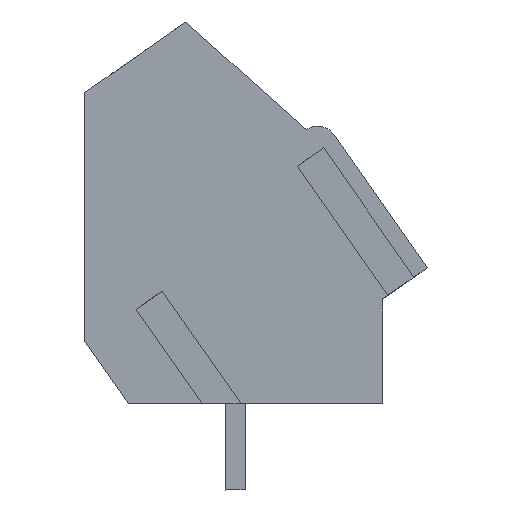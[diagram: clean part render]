
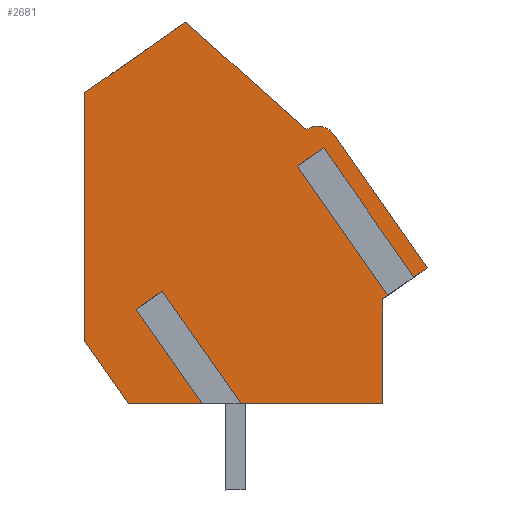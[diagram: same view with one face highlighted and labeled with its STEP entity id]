
A CAD part, left-side view. The second image highlights one B-rep face of the part: STEP entity #2681.
In plain terms, the highlighted planar face has unit normal (-1, 0, 0).
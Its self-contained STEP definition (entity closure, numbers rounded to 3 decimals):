
#2442=AXIS2_PLACEMENT_3D('Circle Axis2P3D',#2440,#2441,$) ;
#2617=AXIS2_PLACEMENT_3D('Plane Axis2P3D',#2614,#2615,#2616) ;
#1564=CARTESIAN_POINT('Vertex',(0.55,0.,9.018)) ;
#1567=CARTESIAN_POINT('Line Origine',(0.55,0.397,8.74)) ;
#1571=CARTESIAN_POINT('Vertex',(0.55,0.794,8.462)) ;
#1592=CARTESIAN_POINT('Vertex',(0.55,1.336,8.083)) ;
#1595=CARTESIAN_POINT('Line Origine',(0.55,1.568,7.92)) ;
#1599=CARTESIAN_POINT('Vertex',(0.55,1.8,7.758)) ;
#2045=CARTESIAN_POINT('Vertex',(0.55,1.8,3.5)) ;
#2048=CARTESIAN_POINT('Line Origine',(0.55,4.87,3.5)) ;
#2052=CARTESIAN_POINT('Vertex',(0.55,7.94,3.5)) ;
#2073=CARTESIAN_POINT('Vertex',(0.55,8.747,3.5)) ;
#2076=CARTESIAN_POINT('Line Origine',(0.55,10.438,3.5)) ;
#2080=CARTESIAN_POINT('Vertex',(0.55,12.128,3.5)) ;
#2236=CARTESIAN_POINT('Line Origine',(0.55,13.014,4.765)) ;
#2240=CARTESIAN_POINT('Vertex',(0.55,13.9,6.03)) ;
#2261=CARTESIAN_POINT('Line Origine',(0.55,13.9,11.081)) ;
#2265=CARTESIAN_POINT('Vertex',(0.55,13.9,16.132)) ;
#2354=CARTESIAN_POINT('Line Origine',(0.55,11.852,17.566)) ;
#2358=CARTESIAN_POINT('Vertex',(0.55,9.804,19.)) ;
#2415=CARTESIAN_POINT('Line Origine',(0.55,7.352,16.811)) ;
#2419=CARTESIAN_POINT('Vertex',(0.55,4.9,14.621)) ;
#2440=CARTESIAN_POINT('Axis2P3D Location',(0.55,4.441,13.966)) ;
#2444=CARTESIAN_POINT('Vertex',(0.55,3.786,14.425)) ;
#2465=CARTESIAN_POINT('Line Origine',(0.55,1.893,11.722)) ;
#2614=CARTESIAN_POINT('Axis2P3D Location',(0.55,13.9,0.)) ;
#2619=CARTESIAN_POINT('Line Origine',(0.55,1.8,5.629)) ;
#2624=CARTESIAN_POINT('Line Origine',(0.55,3.171,10.704)) ;
#2628=CARTESIAN_POINT('Vertex',(0.55,5.007,13.326)) ;
#2631=CARTESIAN_POINT('Line Origine',(0.55,4.736,13.515)) ;
#2635=CARTESIAN_POINT('Vertex',(0.55,4.465,13.705)) ;
#2638=CARTESIAN_POINT('Line Origine',(0.55,2.629,11.084)) ;
#2643=CARTESIAN_POINT('Line Origine',(0.55,10.154,5.508)) ;
#2647=CARTESIAN_POINT('Vertex',(0.55,11.56,7.516)) ;
#2650=CARTESIAN_POINT('Line Origine',(0.55,11.289,7.706)) ;
#2654=CARTESIAN_POINT('Vertex',(0.55,11.018,7.896)) ;
#2657=CARTESIAN_POINT('Line Origine',(0.55,9.479,5.698)) ;
#1568=DIRECTION('Vector Direction',(0.,0.819,-0.574)) ;
#1596=DIRECTION('Vector Direction',(0.,0.819,-0.574)) ;
#2049=DIRECTION('Vector Direction',(0.,1.,0.)) ;
#2077=DIRECTION('Vector Direction',(0.,1.,0.)) ;
#2237=DIRECTION('Vector Direction',(0.,0.574,0.819)) ;
#2262=DIRECTION('Vector Direction',(0.,0.,1.)) ;
#2355=DIRECTION('Vector Direction',(0.,-0.819,0.574)) ;
#2416=DIRECTION('Vector Direction',(0.,-0.746,-0.666)) ;
#2441=DIRECTION('Axis2P3D Direction',(-1.,0.,0.)) ;
#2466=DIRECTION('Vector Direction',(0.,-0.574,-0.819)) ;
#2615=DIRECTION('Axis2P3D Direction',(-1.,0.,0.)) ;
#2616=DIRECTION('Axis2P3D XDirection',(0.,-1.,0.)) ;
#2620=DIRECTION('Vector Direction',(0.,0.,-1.)) ;
#2625=DIRECTION('Vector Direction',(0.,-0.574,-0.819)) ;
#2632=DIRECTION('Vector Direction',(0.,0.819,-0.574)) ;
#2639=DIRECTION('Vector Direction',(0.,-0.574,-0.819)) ;
#2644=DIRECTION('Vector Direction',(0.,-0.574,-0.819)) ;
#2651=DIRECTION('Vector Direction',(0.,-0.819,0.574)) ;
#2658=DIRECTION('Vector Direction',(0.,-0.574,-0.819)) ;
#1569=VECTOR('Line Direction',#1568,1.) ;
#1597=VECTOR('Line Direction',#1596,1.) ;
#2050=VECTOR('Line Direction',#2049,1.) ;
#2078=VECTOR('Line Direction',#2077,1.) ;
#2238=VECTOR('Line Direction',#2237,1.) ;
#2263=VECTOR('Line Direction',#2262,1.) ;
#2356=VECTOR('Line Direction',#2355,1.) ;
#2417=VECTOR('Line Direction',#2416,1.) ;
#2467=VECTOR('Line Direction',#2466,1.) ;
#2621=VECTOR('Line Direction',#2620,1.) ;
#2626=VECTOR('Line Direction',#2625,1.) ;
#2633=VECTOR('Line Direction',#2632,1.) ;
#2640=VECTOR('Line Direction',#2639,1.) ;
#2645=VECTOR('Line Direction',#2644,1.) ;
#2652=VECTOR('Line Direction',#2651,1.) ;
#2659=VECTOR('Line Direction',#2658,1.) ;
#2663=ORIENTED_EDGE('',*,*,#2054,.T.) ;
#2664=ORIENTED_EDGE('',*,*,#2623,.T.) ;
#2665=ORIENTED_EDGE('',*,*,#1601,.T.) ;
#2666=ORIENTED_EDGE('',*,*,#2630,.F.) ;
#2667=ORIENTED_EDGE('',*,*,#2637,.F.) ;
#2668=ORIENTED_EDGE('',*,*,#2642,.T.) ;
#2669=ORIENTED_EDGE('',*,*,#1573,.T.) ;
#2670=ORIENTED_EDGE('',*,*,#2469,.T.) ;
#2671=ORIENTED_EDGE('',*,*,#2446,.T.) ;
#2672=ORIENTED_EDGE('',*,*,#2421,.T.) ;
#2673=ORIENTED_EDGE('',*,*,#2360,.T.) ;
#2674=ORIENTED_EDGE('',*,*,#2267,.T.) ;
#2675=ORIENTED_EDGE('',*,*,#2242,.T.) ;
#2676=ORIENTED_EDGE('',*,*,#2082,.T.) ;
#2677=ORIENTED_EDGE('',*,*,#2649,.F.) ;
#2678=ORIENTED_EDGE('',*,*,#2656,.F.) ;
#2679=ORIENTED_EDGE('',*,*,#2661,.T.) ;
#2681=ADVANCED_FACE('HOUSING',(#2680),#2618,.T.) ;
#2443=CIRCLE('generated circle',#2442,0.8) ;
#1573=EDGE_CURVE('',#1572,#1565,#1570,.F.) ;
#1601=EDGE_CURVE('',#1600,#1593,#1598,.F.) ;
#2054=EDGE_CURVE('',#2053,#2046,#2051,.F.) ;
#2082=EDGE_CURVE('',#2081,#2074,#2079,.F.) ;
#2242=EDGE_CURVE('',#2241,#2081,#2239,.F.) ;
#2267=EDGE_CURVE('',#2266,#2241,#2264,.F.) ;
#2360=EDGE_CURVE('',#2359,#2266,#2357,.F.) ;
#2421=EDGE_CURVE('',#2420,#2359,#2418,.F.) ;
#2446=EDGE_CURVE('',#2445,#2420,#2443,.T.) ;
#2469=EDGE_CURVE('',#1565,#2445,#2468,.F.) ;
#2623=EDGE_CURVE('',#2046,#1600,#2622,.F.) ;
#2630=EDGE_CURVE('',#2629,#1593,#2627,.T.) ;
#2637=EDGE_CURVE('',#2636,#2629,#2634,.T.) ;
#2642=EDGE_CURVE('',#2636,#1572,#2641,.T.) ;
#2649=EDGE_CURVE('',#2648,#2074,#2646,.T.) ;
#2656=EDGE_CURVE('',#2655,#2648,#2653,.F.) ;
#2661=EDGE_CURVE('',#2655,#2053,#2660,.T.) ;
#2662=EDGE_LOOP('',(#2663,#2664,#2665,#2666,#2667,#2668,#2669,#2670,#2671,#2672,#2673,#2674,#2675,#2676,#2677,#2678,#2679)) ;
#2680=FACE_OUTER_BOUND('',#2662,.T.) ;
#1570=LINE('Line',#1567,#1569) ;
#1598=LINE('Line',#1595,#1597) ;
#2051=LINE('Line',#2048,#2050) ;
#2079=LINE('Line',#2076,#2078) ;
#2239=LINE('Line',#2236,#2238) ;
#2264=LINE('Line',#2261,#2263) ;
#2357=LINE('Line',#2354,#2356) ;
#2418=LINE('Line',#2415,#2417) ;
#2468=LINE('Line',#2465,#2467) ;
#2622=LINE('Line',#2619,#2621) ;
#2627=LINE('Line',#2624,#2626) ;
#2634=LINE('Line',#2631,#2633) ;
#2641=LINE('Line',#2638,#2640) ;
#2646=LINE('Line',#2643,#2645) ;
#2653=LINE('Line',#2650,#2652) ;
#2660=LINE('Line',#2657,#2659) ;
#2618=PLANE('',#2617) ;
#1565=VERTEX_POINT('',#1564) ;
#1572=VERTEX_POINT('',#1571) ;
#1593=VERTEX_POINT('',#1592) ;
#1600=VERTEX_POINT('',#1599) ;
#2046=VERTEX_POINT('',#2045) ;
#2053=VERTEX_POINT('',#2052) ;
#2074=VERTEX_POINT('',#2073) ;
#2081=VERTEX_POINT('',#2080) ;
#2241=VERTEX_POINT('',#2240) ;
#2266=VERTEX_POINT('',#2265) ;
#2359=VERTEX_POINT('',#2358) ;
#2420=VERTEX_POINT('',#2419) ;
#2445=VERTEX_POINT('',#2444) ;
#2629=VERTEX_POINT('',#2628) ;
#2636=VERTEX_POINT('',#2635) ;
#2648=VERTEX_POINT('',#2647) ;
#2655=VERTEX_POINT('',#2654) ;
